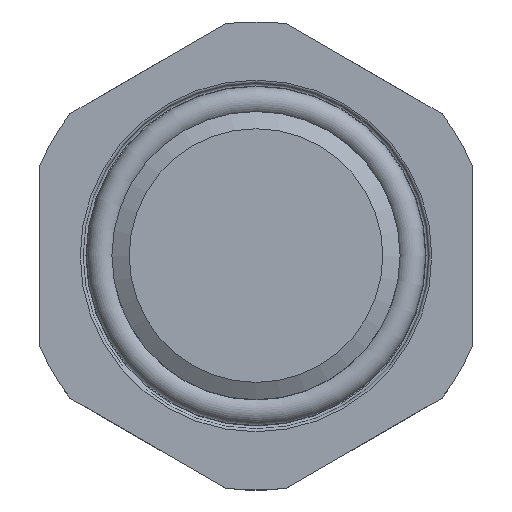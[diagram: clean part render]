
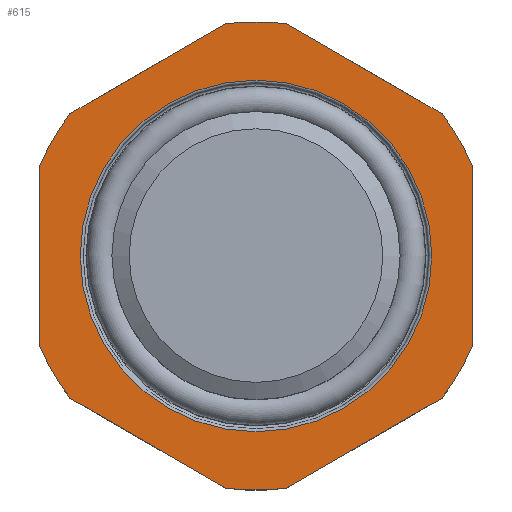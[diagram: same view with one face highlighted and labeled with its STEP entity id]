
A CAD part, top view. The second image highlights one B-rep face of the part: STEP entity #615.
In plain terms, the highlighted planar face has unit normal (0, 0, 1).
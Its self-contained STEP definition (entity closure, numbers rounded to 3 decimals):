
#26=FACE_BOUND('',#133,.T.);
#64=PLANE('',#756);
#96=FACE_OUTER_BOUND('',#132,.T.);
#132=EDGE_LOOP('',(#514,#515,#516,#517,#518,#519,#520,#521,#522,#523,#524,
#525));
#133=EDGE_LOOP('',(#526));
#140=LINE('',#990,#165);
#143=LINE('',#1005,#168);
#146=LINE('',#1020,#171);
#149=LINE('',#1035,#174);
#152=LINE('',#1050,#177);
#155=LINE('',#1065,#180);
#165=VECTOR('',#790,10.);
#168=VECTOR('',#795,10.);
#171=VECTOR('',#800,10.);
#174=VECTOR('',#805,10.);
#177=VECTOR('',#810,10.);
#180=VECTOR('',#815,10.);
#191=CIRCLE('',#696,16.25);
#193=CIRCLE('',#699,16.25);
#195=CIRCLE('',#702,16.25);
#198=CIRCLE('',#706,16.25);
#199=CIRCLE('',#708,16.25);
#228=CIRCLE('',#754,12.2);
#230=CIRCLE('',#757,16.25);
#240=VERTEX_POINT('',#987);
#241=VERTEX_POINT('',#989);
#245=VERTEX_POINT('',#1002);
#246=VERTEX_POINT('',#1004);
#250=VERTEX_POINT('',#1017);
#251=VERTEX_POINT('',#1019);
#255=VERTEX_POINT('',#1032);
#256=VERTEX_POINT('',#1034);
#260=VERTEX_POINT('',#1047);
#261=VERTEX_POINT('',#1049);
#265=VERTEX_POINT('',#1062);
#266=VERTEX_POINT('',#1064);
#285=VERTEX_POINT('',#1152);
#295=EDGE_CURVE('',#241,#240,#140,.T.);
#300=EDGE_CURVE('',#246,#245,#143,.T.);
#305=EDGE_CURVE('',#251,#250,#146,.T.);
#310=EDGE_CURVE('',#256,#255,#149,.T.);
#315=EDGE_CURVE('',#261,#260,#152,.T.);
#320=EDGE_CURVE('',#266,#265,#155,.T.);
#323=EDGE_CURVE('',#256,#265,#191,.T.);
#325=EDGE_CURVE('',#251,#255,#193,.T.);
#327=EDGE_CURVE('',#241,#250,#195,.T.);
#330=EDGE_CURVE('',#266,#245,#198,.T.);
#331=EDGE_CURVE('',#246,#260,#199,.T.);
#365=EDGE_CURVE('',#285,#285,#228,.T.);
#367=EDGE_CURVE('',#261,#240,#230,.T.);
#514=ORIENTED_EDGE('',*,*,#295,.T.);
#515=ORIENTED_EDGE('',*,*,#367,.F.);
#516=ORIENTED_EDGE('',*,*,#315,.T.);
#517=ORIENTED_EDGE('',*,*,#331,.F.);
#518=ORIENTED_EDGE('',*,*,#300,.T.);
#519=ORIENTED_EDGE('',*,*,#330,.F.);
#520=ORIENTED_EDGE('',*,*,#320,.T.);
#521=ORIENTED_EDGE('',*,*,#323,.F.);
#522=ORIENTED_EDGE('',*,*,#310,.T.);
#523=ORIENTED_EDGE('',*,*,#325,.F.);
#524=ORIENTED_EDGE('',*,*,#305,.T.);
#525=ORIENTED_EDGE('',*,*,#327,.F.);
#526=ORIENTED_EDGE('',*,*,#365,.T.);
#615=ADVANCED_FACE('',(#96,#26),#64,.T.);
#696=AXIS2_PLACEMENT_3D('',#1072,#819,#820);
#699=AXIS2_PLACEMENT_3D('',#1075,#825,#826);
#702=AXIS2_PLACEMENT_3D('',#1078,#831,#832);
#706=AXIS2_PLACEMENT_3D('',#1082,#839,#840);
#708=AXIS2_PLACEMENT_3D('',#1084,#843,#844);
#754=AXIS2_PLACEMENT_3D('',#1153,#940,#941);
#756=AXIS2_PLACEMENT_3D('',#1155,#944,#945);
#757=AXIS2_PLACEMENT_3D('',#1156,#946,#947);
#790=DIRECTION('',(-0.866,-0.5,0.));
#795=DIRECTION('',(0.866,-0.5,0.));
#800=DIRECTION('',(-0.866,0.5,0.));
#805=DIRECTION('',(0.,1.,0.));
#810=DIRECTION('',(0.,-1.,0.));
#815=DIRECTION('',(0.866,0.5,0.));
#819=DIRECTION('center_axis',(0.,0.,-1.));
#820=DIRECTION('ref_axis',(1.,0.,0.));
#825=DIRECTION('center_axis',(0.,0.,-1.));
#826=DIRECTION('ref_axis',(1.,0.,0.));
#831=DIRECTION('center_axis',(0.,0.,-1.));
#832=DIRECTION('ref_axis',(1.,0.,0.));
#839=DIRECTION('center_axis',(0.,0.,-1.));
#840=DIRECTION('ref_axis',(1.,0.,0.));
#843=DIRECTION('center_axis',(0.,0.,-1.));
#844=DIRECTION('ref_axis',(1.,0.,0.));
#940=DIRECTION('center_axis',(0.,0.,-1.));
#941=DIRECTION('ref_axis',(1.,0.,0.));
#944=DIRECTION('center_axis',(0.,0.,1.));
#945=DIRECTION('ref_axis',(1.,0.,0.));
#946=DIRECTION('center_axis',(0.,0.,-1.));
#947=DIRECTION('ref_axis',(1.,0.,0.));
#987=CARTESIAN_POINT('',(-12.913,9.865,5.));
#989=CARTESIAN_POINT('',(-2.087,16.115,5.));
#990=CARTESIAN_POINT('',(-1.275,16.584,5.));
#1002=CARTESIAN_POINT('',(-2.087,-16.115,5.));
#1004=CARTESIAN_POINT('',(-12.913,-9.865,5.));
#1005=CARTESIAN_POINT('',(-13.725,-9.397,5.));
#1017=CARTESIAN_POINT('',(2.087,16.115,5.));
#1019=CARTESIAN_POINT('',(12.913,9.865,5.));
#1020=CARTESIAN_POINT('',(6.688,13.459,5.));
#1032=CARTESIAN_POINT('',(15.,6.25,5.));
#1034=CARTESIAN_POINT('',(15.,-6.25,5.));
#1035=CARTESIAN_POINT('',(15.,5.,5.));
#1047=CARTESIAN_POINT('',(-15.,-6.25,5.));
#1049=CARTESIAN_POINT('',(-15.,6.25,5.));
#1050=CARTESIAN_POINT('',(-15.,11.25,5.));
#1062=CARTESIAN_POINT('',(12.913,-9.865,5.));
#1064=CARTESIAN_POINT('',(2.087,-16.115,5.));
#1065=CARTESIAN_POINT('',(8.312,-12.522,5.));
#1072=CARTESIAN_POINT('Origin',(0.,0.,5.));
#1075=CARTESIAN_POINT('Origin',(0.,0.,5.));
#1078=CARTESIAN_POINT('Origin',(0.,0.,5.));
#1082=CARTESIAN_POINT('Origin',(0.,0.,5.));
#1084=CARTESIAN_POINT('Origin',(0.,0.,5.));
#1152=CARTESIAN_POINT('',(12.2,0.,5.));
#1153=CARTESIAN_POINT('Origin',(0.,0.,5.));
#1155=CARTESIAN_POINT('Origin',(0.,16.25,5.));
#1156=CARTESIAN_POINT('Origin',(0.,0.,5.));
